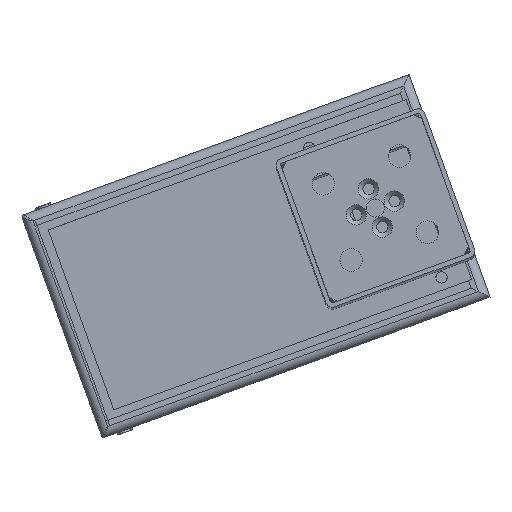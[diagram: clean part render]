
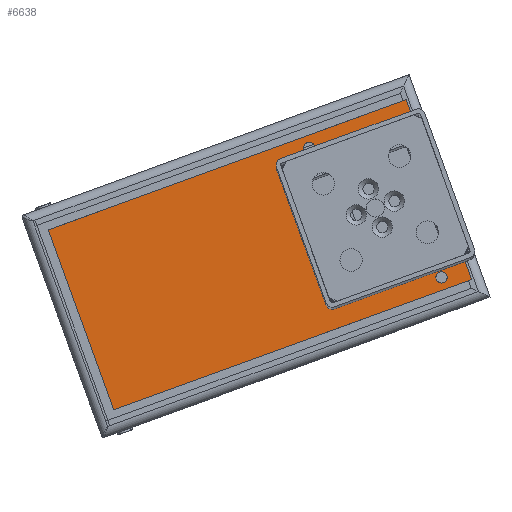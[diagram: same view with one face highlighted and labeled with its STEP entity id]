
A CAD part, top view. The second image highlights one B-rep face of the part: STEP entity #6638.
In plain terms, the highlighted face is planar.
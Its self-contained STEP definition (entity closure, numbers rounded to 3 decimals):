
#6638 = ADVANCED_FACE ( 'NONE', ( #14482, #14479, #14486, #14490 ), #37230, .F. ) ;
#10580 = AXIS2_PLACEMENT_3D ( 'NONE', #37231, #37232, #37233 ) ;
#14479 = FACE_BOUND ( 'NONE', #28353, .T. ) ;
#14482 = FACE_BOUND ( 'NONE', #28340, .T. ) ;
#14486 = FACE_OUTER_BOUND ( 'NONE', #28354, .T. ) ;
#14490 = FACE_BOUND ( 'NONE', #28355, .T. ) ;
#15857 = CARTESIAN_POINT ( 'NONE',  ( 22., 7., 25. ) ) ;
#15864 = CARTESIAN_POINT ( 'NONE',  ( -22., 7., 22. ) ) ;
#15865 = DIRECTION ( 'NONE',  ( 1., 0., 0. ) ) ;
#15870 = CARTESIAN_POINT ( 'NONE',  ( 22., 7., 22. ) ) ;
#15871 = DIRECTION ( 'NONE',  ( 0., 1., 0. ) ) ;
#15872 = DIRECTION ( 'NONE',  ( 0., 0., 1. ) ) ;
#15873 = CARTESIAN_POINT ( 'NONE',  ( 22., 7., -22. ) ) ;
#15874 = DIRECTION ( 'NONE',  ( 0., 1., 0. ) ) ;
#15875 = DIRECTION ( 'NONE',  ( 0., 0., 1. ) ) ;
#15876 = CARTESIAN_POINT ( 'NONE',  ( -22., 7., -22. ) ) ;
#15877 = DIRECTION ( 'NONE',  ( 0., 1., 0. ) ) ;
#15878 = DIRECTION ( 'NONE',  ( 0., 0., 1. ) ) ;
#15882 = DIRECTION ( 'NONE',  ( 0., 1., 0. ) ) ;
#15883 = DIRECTION ( 'NONE',  ( 0., 0., 1. ) ) ;
#16537 = CARTESIAN_POINT ( 'NONE',  ( 17.75, 7., 37. ) ) ;
#16562 = VERTEX_POINT ( 'NONE', #55082 ) ;
#16563 = VERTEX_POINT ( 'NONE', #55083 ) ;
#16573 = CARTESIAN_POINT ( 'NONE',  ( -17.75, 7., -37. ) ) ;
#16576 = DIRECTION ( 'NONE',  ( 0., -1., 0. ) ) ;
#16578 = DIRECTION ( 'NONE',  ( 0., 0., -1. ) ) ;
#16581 = VERTEX_POINT ( 'NONE', #55094 ) ;
#16583 = VERTEX_POINT ( 'NONE', #55095 ) ;
#16587 = CARTESIAN_POINT ( 'NONE',  ( -30., 7., 42.5 ) ) ;
#16589 = DIRECTION ( 'NONE',  ( 1., 0., 0. ) ) ;
#16591 = CARTESIAN_POINT ( 'NONE',  ( -30., 7., -42.5 ) ) ;
#16594 = DIRECTION ( 'NONE',  ( -1., 0., 0. ) ) ;
#16597 = CARTESIAN_POINT ( 'NONE',  ( -30., 7., -42.5 ) ) ;
#16599 = DIRECTION ( 'NONE',  ( 0., 0., 1. ) ) ;
#16601 = VERTEX_POINT ( 'NONE', #55106 ) ;
#16602 = VERTEX_POINT ( 'NONE', #55107 ) ;
#16603 = DIRECTION ( 'NONE',  ( 0., -1., 0. ) ) ;
#16605 = DIRECTION ( 'NONE',  ( 0., 0., -1. ) ) ;
#16608 = CARTESIAN_POINT ( 'NONE',  ( 139., 7., -42.5 ) ) ;
#16610 = DIRECTION ( 'NONE',  ( 0., 0., -1. ) ) ;
#16622 = VERTEX_POINT ( 'NONE', #55118 ) ;
#16623 = VERTEX_POINT ( 'NONE', #55119 ) ;
#24986 = VERTEX_POINT ( 'NONE', #24988 ) ;
#24988 = CARTESIAN_POINT ( 'NONE',  ( 17.75, 7., 34.5 ) ) ;
#24997 = VERTEX_POINT ( 'NONE', #25000 ) ;
#25000 = CARTESIAN_POINT ( 'NONE',  ( -17.75, 7., -39.5 ) ) ;
#26268 = CARTESIAN_POINT ( 'NONE',  ( 139., 7., -42.5 ) ) ;
#26270 = CARTESIAN_POINT ( 'NONE',  ( -30., 7., -42.5 ) ) ;
#26272 = CARTESIAN_POINT ( 'NONE',  ( -30., 7., 42.5 ) ) ;
#26273 = CARTESIAN_POINT ( 'NONE',  ( 139., 7., 42.5 ) ) ;
#28340 = EDGE_LOOP ( 'NONE', ( #47712 ) ) ;
#28353 = EDGE_LOOP ( 'NONE', ( #47714 ) ) ;
#28354 = EDGE_LOOP ( 'NONE', ( #47716, #47718, #47720, #47722 ) ) ;
#28355 = EDGE_LOOP ( 'NONE', ( #47724, #47726, #47727, #47728, #47729, #47730, #47731, #47732 ) ) ;
#37230 = PLANE ( 'NONE',  #10580 ) ;
#37231 = CARTESIAN_POINT ( 'NONE',  ( 139., 7., -42.5 ) ) ;
#37232 = DIRECTION ( 'NONE',  ( 0., -1., 0. ) ) ;
#37233 = DIRECTION ( 'NONE',  ( 0., 0., -1. ) ) ;
#45841 = AXIS2_PLACEMENT_3D ( 'NONE', #15876, #15877, #15878 ) ;
#45843 = AXIS2_PLACEMENT_3D ( 'NONE', #15864, #15871, #15872 ) ;
#45844 = AXIS2_PLACEMENT_3D ( 'NONE', #15873, #15874, #15875 ) ;
#45847 = AXIS2_PLACEMENT_3D ( 'NONE', #15870, #15882, #15883 ) ;
#45877 = AXIS2_PLACEMENT_3D ( 'NONE', #16573, #16603, #16605 ) ;
#45881 = AXIS2_PLACEMENT_3D ( 'NONE', #16537, #16576, #16578 ) ;
#47712 = ORIENTED_EDGE ( 'NONE', *, *, #51420, .T. ) ;
#47714 = ORIENTED_EDGE ( 'NONE', *, *, #51415, .T. ) ;
#47716 = ORIENTED_EDGE ( 'NONE', *, *, #51418, .T. ) ;
#47718 = ORIENTED_EDGE ( 'NONE', *, *, #51419, .T. ) ;
#47720 = ORIENTED_EDGE ( 'NONE', *, *, #51417, .T. ) ;
#47722 = ORIENTED_EDGE ( 'NONE', *, *, #51421, .T. ) ;
#47724 = ORIENTED_EDGE ( 'NONE', *, *, #51243, .F. ) ;
#47726 = ORIENTED_EDGE ( 'NONE', *, *, #51210, .F. ) ;
#47727 = ORIENTED_EDGE ( 'NONE', *, *, #51242, .F. ) ;
#47728 = ORIENTED_EDGE ( 'NONE', *, *, #51196, .F. ) ;
#47729 = ORIENTED_EDGE ( 'NONE', *, *, #51245, .F. ) ;
#47730 = ORIENTED_EDGE ( 'NONE', *, *, #51238, .F. ) ;
#47731 = ORIENTED_EDGE ( 'NONE', *, *, #51241, .F. ) ;
#47732 = ORIENTED_EDGE ( 'NONE', *, *, #51224, .F. ) ;
#51196 = EDGE_CURVE ( 'NONE', #16562, #16563, #56193, .T. ) ;
#51210 = EDGE_CURVE ( 'NONE', #16581, #16583, #56219, .T. ) ;
#51224 = EDGE_CURVE ( 'NONE', #16601, #16602, #56246, .T. ) ;
#51238 = EDGE_CURVE ( 'NONE', #16622, #16623, #56271, .T. ) ;
#51241 = EDGE_CURVE ( 'NONE', #16602, #16622, #56283, .T. ) ;
#51242 = EDGE_CURVE ( 'NONE', #16563, #16581, #56284, .T. ) ;
#51243 = EDGE_CURVE ( 'NONE', #16583, #16601, #56285, .T. ) ;
#51245 = EDGE_CURVE ( 'NONE', #16623, #16562, #56288, .T. ) ;
#51415 = EDGE_CURVE ( 'NONE', #24986, #24986, #56595, .T. ) ;
#51417 = EDGE_CURVE ( 'NONE', #52855, #52856, #56566, .T. ) ;
#51418 = EDGE_CURVE ( 'NONE', #52851, #52853, #56598, .T. ) ;
#51419 = EDGE_CURVE ( 'NONE', #52853, #52855, #56600, .T. ) ;
#51420 = EDGE_CURVE ( 'NONE', #24997, #24997, #56604, .T. ) ;
#51421 = EDGE_CURVE ( 'NONE', #52856, #52851, #56594, .T. ) ;
#52851 = VERTEX_POINT ( 'NONE', #26268 ) ;
#52853 = VERTEX_POINT ( 'NONE', #26270 ) ;
#52855 = VERTEX_POINT ( 'NONE', #26272 ) ;
#52856 = VERTEX_POINT ( 'NONE', #26273 ) ;
#55082 = CARTESIAN_POINT ( 'NONE',  ( 25., 7., 22. ) ) ;
#55083 = CARTESIAN_POINT ( 'NONE',  ( 25., 7., -22. ) ) ;
#55094 = CARTESIAN_POINT ( 'NONE',  ( 22., 7., -25. ) ) ;
#55095 = CARTESIAN_POINT ( 'NONE',  ( -22., 7., -25. ) ) ;
#55106 = CARTESIAN_POINT ( 'NONE',  ( -25., 7., -22. ) ) ;
#55107 = CARTESIAN_POINT ( 'NONE',  ( -25., 7., 22. ) ) ;
#55118 = CARTESIAN_POINT ( 'NONE',  ( -22., 7., 25. ) ) ;
#55119 = CARTESIAN_POINT ( 'NONE',  ( 22., 7., 25. ) ) ;
#56193 = LINE ( 'NONE', #58224, #56199 ) ;
#56199 = VECTOR ( 'NONE', #58232, 1000. ) ;
#56219 = LINE ( 'NONE', #58254, #56225 ) ;
#56225 = VECTOR ( 'NONE', #58262, 1000. ) ;
#56246 = LINE ( 'NONE', #58289, #56251 ) ;
#56251 = VECTOR ( 'NONE', #58292, 1000. ) ;
#56271 = LINE ( 'NONE', #15857, #56277 ) ;
#56277 = VECTOR ( 'NONE', #15865, 1000. ) ;
#56283 = CIRCLE ( 'NONE', #45843, 3. ) ;
#56284 = CIRCLE ( 'NONE', #45844, 3. ) ;
#56285 = CIRCLE ( 'NONE', #45841, 3. ) ;
#56288 = CIRCLE ( 'NONE', #45847, 3. ) ;
#56566 = LINE ( 'NONE', #16587, #56596 ) ;
#56577 = VECTOR ( 'NONE', #16594, 1000. ) ;
#56594 = LINE ( 'NONE', #16608, #56603 ) ;
#56595 = CIRCLE ( 'NONE', #45881, 2.5 ) ;
#56596 = VECTOR ( 'NONE', #16589, 1000. ) ;
#56598 = LINE ( 'NONE', #16591, #56577 ) ;
#56600 = LINE ( 'NONE', #16597, #56601 ) ;
#56601 = VECTOR ( 'NONE', #16599, 1000. ) ;
#56603 = VECTOR ( 'NONE', #16610, 1000. ) ;
#56604 = CIRCLE ( 'NONE', #45877, 2.5 ) ;
#58224 = CARTESIAN_POINT ( 'NONE',  ( 25., 7., -22. ) ) ;
#58232 = DIRECTION ( 'NONE',  ( 0., 0., -1. ) ) ;
#58254 = CARTESIAN_POINT ( 'NONE',  ( -22., 7., -25. ) ) ;
#58262 = DIRECTION ( 'NONE',  ( -1., 0., 0. ) ) ;
#58289 = CARTESIAN_POINT ( 'NONE',  ( -25., 7., 22. ) ) ;
#58292 = DIRECTION ( 'NONE',  ( 0., 0., 1. ) ) ;
